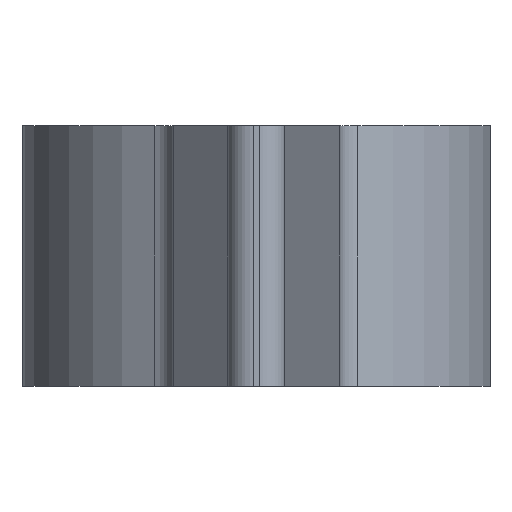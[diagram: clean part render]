
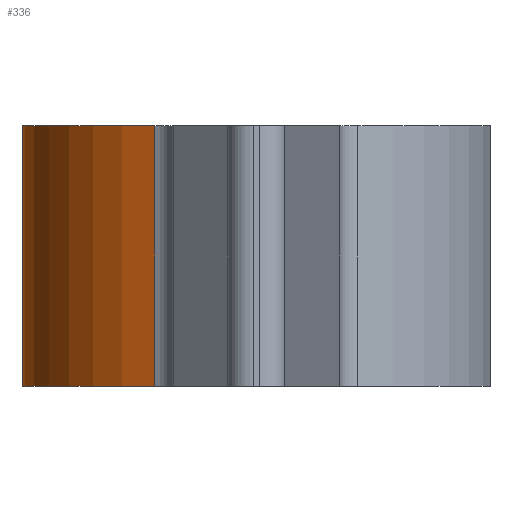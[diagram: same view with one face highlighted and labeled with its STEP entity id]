
A CAD part, front view. The second image highlights one B-rep face of the part: STEP entity #336.
In plain terms, the highlighted cylindrical face has radius 11.43 mm (diameter 22.86 mm), a partial arc.
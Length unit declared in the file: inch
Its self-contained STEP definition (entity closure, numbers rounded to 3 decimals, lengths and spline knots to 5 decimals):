
#12 = CARTESIAN_POINT ( 'NONE',  ( 0., 0., 0.5 ) ) ;
#18 = EDGE_CURVE ( 'NONE', #449, #19, #879, .T. ) ;
#19 = VERTEX_POINT ( 'NONE', #97 ) ;
#97 = CARTESIAN_POINT ( 'NONE',  ( -0.1948, -0.40565, 0.5 ) ) ;
#138 = VECTOR ( 'NONE', #778, 39.37008 ) ;
#144 = CYLINDRICAL_SURFACE ( 'NONE', #275, 0.45 ) ;
#154 = DIRECTION ( 'NONE',  ( 0., 0., 1. ) ) ;
#162 = ORIENTED_EDGE ( 'NONE', *, *, #371, .T. ) ;
#211 = LINE ( 'NONE', #821, #700 ) ;
#212 = CIRCLE ( 'NONE', #448, 0.45 ) ;
#217 = CARTESIAN_POINT ( 'NONE',  ( -0.1948, -0.40565, 0. ) ) ;
#225 = CARTESIAN_POINT ( 'NONE',  ( -0.45, 0., 0.5 ) ) ;
#243 = CARTESIAN_POINT ( 'NONE',  ( 0., 0., 0. ) ) ;
#273 = EDGE_CURVE ( 'NONE', #851, #19, #518, .T. ) ;
#275 = AXIS2_PLACEMENT_3D ( 'NONE', #12, #616, #545 ) ;
#323 = ORIENTED_EDGE ( 'NONE', *, *, #273, .F. ) ;
#328 = ORIENTED_EDGE ( 'NONE', *, *, #18, .T. ) ;
#336 = ADVANCED_FACE ( 'NONE', ( #351 ), #144, .T. ) ;
#351 = FACE_OUTER_BOUND ( 'NONE', #375, .T. ) ;
#371 = EDGE_CURVE ( 'NONE', #851, #406, #211, .T. ) ;
#375 = EDGE_LOOP ( 'NONE', ( #323, #162, #689, #328 ) ) ;
#389 = CARTESIAN_POINT ( 'NONE',  ( 0., 0., 0.5 ) ) ;
#406 = VERTEX_POINT ( 'NONE', #419 ) ;
#419 = CARTESIAN_POINT ( 'NONE',  ( -0.45, 0., 0. ) ) ;
#440 = CARTESIAN_POINT ( 'NONE',  ( -0.1948, -0.40565, 0.5 ) ) ;
#448 = AXIS2_PLACEMENT_3D ( 'NONE', #243, #154, #581 ) ;
#449 = VERTEX_POINT ( 'NONE', #217 ) ;
#477 = AXIS2_PLACEMENT_3D ( 'NONE', #389, #862, #658 ) ;
#518 = CIRCLE ( 'NONE', #477, 0.45 ) ;
#545 = DIRECTION ( 'NONE',  ( -1., 0., 0. ) ) ;
#565 = EDGE_CURVE ( 'NONE', #406, #449, #212, .T. ) ;
#581 = DIRECTION ( 'NONE',  ( 1., 0., 0. ) ) ;
#616 = DIRECTION ( 'NONE',  ( 0., 0., -1. ) ) ;
#658 = DIRECTION ( 'NONE',  ( 1., 0., 0. ) ) ;
#689 = ORIENTED_EDGE ( 'NONE', *, *, #565, .T. ) ;
#700 = VECTOR ( 'NONE', #749, 39.37008 ) ;
#749 = DIRECTION ( 'NONE',  ( 0., 0., -1. ) ) ;
#778 = DIRECTION ( 'NONE',  ( 0., 0., 1. ) ) ;
#821 = CARTESIAN_POINT ( 'NONE',  ( -0.45, 0., 0.5 ) ) ;
#851 = VERTEX_POINT ( 'NONE', #225 ) ;
#862 = DIRECTION ( 'NONE',  ( 0., 0., 1. ) ) ;
#879 = LINE ( 'NONE', #440, #138 ) ;
